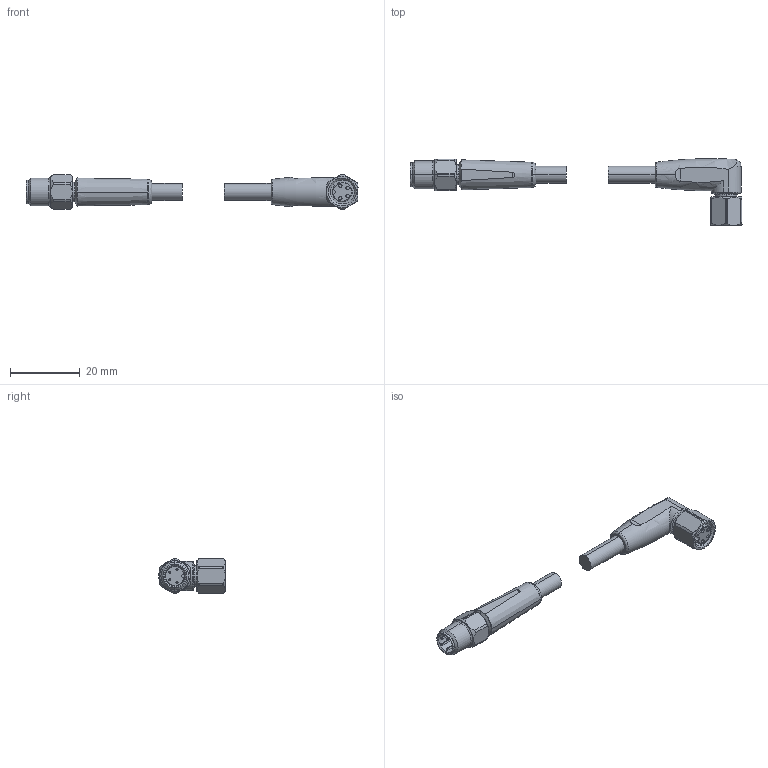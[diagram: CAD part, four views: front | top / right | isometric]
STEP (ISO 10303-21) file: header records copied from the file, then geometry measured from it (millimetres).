
FILE_DESCRIPTION (( 'STEP AP203' ), '1' );
FILE_NAME ('EVT436.step', '2023-12-06T16:31:29', ( '' ), ( '' ), 'SwSTEP 2.0', 'SolidWorks 2023', '' );
FILE_SCHEMA (( 'CONFIG_CONTROL_DESIGN' ));
Length unit declared in the file: inch
Products named in the file (3): EVT436_FEMALE; EVT436; EVT436_MALE
Assembly tree (2 placements, depth 2):
  EVT436
    EVT436_MALE
    EVT436_FEMALE
Bounding box: 95.5 x 19.16 x 10 mm (x, y, z)
Volume: 4159 mm3; surface area: 2967.5 mm2
Topology: 2 solids, 2 shells, 172 faces, 417 edges, 267 vertices
Faces by surface type: cylinder 59, plane 52, bspline 31, cone 20, torus 10
Entity records: 6461 total; most frequent: CARTESIAN_POINT 2277, ORIENTED_EDGE 834, DIRECTION 804, EDGE_CURVE 417, AXIS2_PLACEMENT_3D 346, VERTEX_POINT 267, CIRCLE 200, EDGE_LOOP 190
